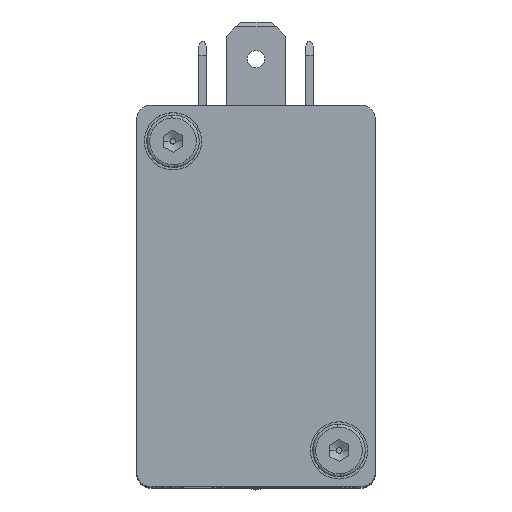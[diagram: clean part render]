
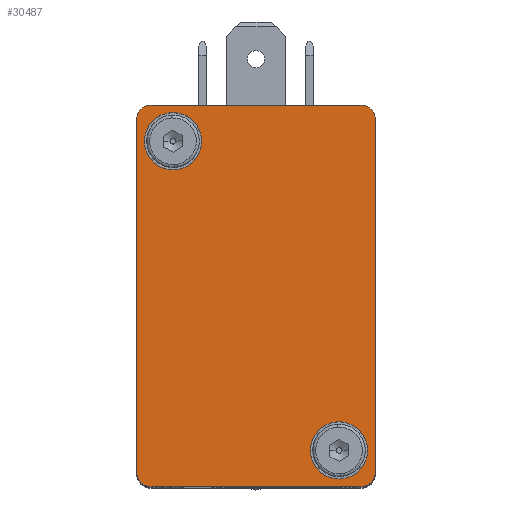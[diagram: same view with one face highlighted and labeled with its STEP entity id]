
A CAD part, top view. The second image highlights one B-rep face of the part: STEP entity #30487.
In plain terms, the highlighted face is planar.
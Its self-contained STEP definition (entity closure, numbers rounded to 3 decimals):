
#28937=CARTESIAN_POINT('',(7.2,6.75,15.2));
#28938=VERTEX_POINT('',#28937);
#28954=CARTESIAN_POINT('',(7.2,6.75,9.2));
#28955=VERTEX_POINT('',#28954);
#28962=CARTESIAN_POINT('',(7.2,6.75,12.2));
#28963=DIRECTION('',(0.0,-1.0,0.0));
#28964=DIRECTION('',(0.0,0.0,1.0));
#28965=AXIS2_PLACEMENT_3D('',#28962,#28963,#28964);
#28966=CIRCLE('',#28965,3.0);
#28967=EDGE_CURVE('',#28938,#28955,#28966,.T.);
#28979=CARTESIAN_POINT('',(-10.2,6.75,-17.2));
#28980=VERTEX_POINT('',#28979);
#28996=CARTESIAN_POINT('',(-10.2,6.75,-23.2));
#28997=VERTEX_POINT('',#28996);
#29004=CARTESIAN_POINT('',(-10.2,6.75,-20.2));
#29005=DIRECTION('',(0.0,-1.0,0.0));
#29006=DIRECTION('',(0.0,0.0,1.0));
#29007=AXIS2_PLACEMENT_3D('',#29004,#29005,#29006);
#29008=CIRCLE('',#29007,3.0);
#29009=EDGE_CURVE('',#28980,#28997,#29008,.T.);
#29021=CARTESIAN_POINT('',(-13.561,6.75,15.561));
#29022=VERTEX_POINT('',#29021);
#29038=CARTESIAN_POINT('',(-12.5,6.75,16.));
#29039=VERTEX_POINT('',#29038);
#29046=CARTESIAN_POINT('',(-12.5,6.75,14.5));
#29047=DIRECTION('',(0.0,-1.,0.0));
#29048=DIRECTION('',(-0.707,0.0,0.707));
#29049=AXIS2_PLACEMENT_3D('',#29046,#29047,#29048);
#29050=CIRCLE('',#29049,1.5);
#29051=EDGE_CURVE('',#29039,#29022,#29050,.T.);
#29063=CARTESIAN_POINT('',(-13.561,6.75,-23.561));
#29064=VERTEX_POINT('',#29063);
#29080=CARTESIAN_POINT('',(-14.0,6.75,-22.5));
#29081=VERTEX_POINT('',#29080);
#29088=CARTESIAN_POINT('',(-12.5,6.75,-22.5));
#29089=DIRECTION('',(0.0,-1.,0.0));
#29090=DIRECTION('',(-0.707,0.0,-0.707));
#29091=AXIS2_PLACEMENT_3D('',#29088,#29089,#29090);
#29092=CIRCLE('',#29091,1.5);
#29093=EDGE_CURVE('',#29081,#29064,#29092,.T.);
#29105=CARTESIAN_POINT('',(10.561,6.75,-23.561));
#29106=VERTEX_POINT('',#29105);
#29122=CARTESIAN_POINT('',(9.5,6.75,-24.0));
#29123=VERTEX_POINT('',#29122);
#29130=CARTESIAN_POINT('',(9.5,6.75,-22.5));
#29131=DIRECTION('',(0.0,-1.,0.0));
#29132=DIRECTION('',(0.707,0.0,-0.707));
#29133=AXIS2_PLACEMENT_3D('',#29130,#29131,#29132);
#29134=CIRCLE('',#29133,1.5);
#29135=EDGE_CURVE('',#29123,#29106,#29134,.T.);
#29147=CARTESIAN_POINT('',(10.561,6.75,15.561));
#29148=VERTEX_POINT('',#29147);
#29164=CARTESIAN_POINT('',(11.0,6.75,14.5));
#29165=VERTEX_POINT('',#29164);
#29172=CARTESIAN_POINT('',(9.5,6.75,14.5));
#29173=DIRECTION('',(0.0,-1.,0.0));
#29174=DIRECTION('',(0.707,0.0,0.707));
#29175=AXIS2_PLACEMENT_3D('',#29172,#29173,#29174);
#29176=CIRCLE('',#29175,1.5);
#29177=EDGE_CURVE('',#29165,#29148,#29176,.T.);
#30360=CARTESIAN_POINT('',(9.5,6.75,16.));
#30361=VERTEX_POINT('',#30360);
#30362=CARTESIAN_POINT('',(9.5,6.75,14.5));
#30363=DIRECTION('',(0.0,-1.,0.0));
#30364=DIRECTION('',(0.707,0.0,0.707));
#30365=AXIS2_PLACEMENT_3D('',#30362,#30363,#30364);
#30366=CIRCLE('',#30365,1.5);
#30367=EDGE_CURVE('',#29148,#30361,#30366,.T.);
#30393=CARTESIAN_POINT('',(9.5,6.75,16.));
#30394=DIRECTION('',(-1.0,0.0,0.0));
#30395=VECTOR('',#30394,22.0);
#30396=LINE('',#30393,#30395);
#30397=EDGE_CURVE('',#30361,#29039,#30396,.T.);
#30409=CARTESIAN_POINT('',(0.,6.75,0.));
#30410=DIRECTION('',(0.0,1.0,0.0));
#30411=DIRECTION('',(0.0,0.0,1.0));
#30412=AXIS2_PLACEMENT_3D('',#30409,#30410,#30411);
#30413=PLANE('',#30412);
#30414=ORIENTED_EDGE('',*,*,#29177,.F.);
#30415=CARTESIAN_POINT('',(11.0,6.75,-22.5));
#30416=VERTEX_POINT('',#30415);
#30417=CARTESIAN_POINT('',(11.0,6.75,-22.5));
#30418=DIRECTION('',(0.0,0.0,1.0));
#30419=VECTOR('',#30418,37.0);
#30420=LINE('',#30417,#30419);
#30421=EDGE_CURVE('',#30416,#29165,#30420,.T.);
#30422=ORIENTED_EDGE('',*,*,#30421,.F.);
#30423=CARTESIAN_POINT('',(9.5,6.75,-22.5));
#30424=DIRECTION('',(0.0,-1.,0.0));
#30425=DIRECTION('',(0.707,0.0,-0.707));
#30426=AXIS2_PLACEMENT_3D('',#30423,#30424,#30425);
#30427=CIRCLE('',#30426,1.5);
#30428=EDGE_CURVE('',#29106,#30416,#30427,.T.);
#30429=ORIENTED_EDGE('',*,*,#30428,.F.);
#30430=ORIENTED_EDGE('',*,*,#29135,.F.);
#30431=CARTESIAN_POINT('',(-12.5,6.75,-24.0));
#30432=VERTEX_POINT('',#30431);
#30433=CARTESIAN_POINT('',(-12.5,6.75,-24.0));
#30434=DIRECTION('',(1.0,0.0,0.0));
#30435=VECTOR('',#30434,22.0);
#30436=LINE('',#30433,#30435);
#30437=EDGE_CURVE('',#30432,#29123,#30436,.T.);
#30438=ORIENTED_EDGE('',*,*,#30437,.F.);
#30439=CARTESIAN_POINT('',(-12.5,6.75,-22.5));
#30440=DIRECTION('',(0.0,-1.,0.0));
#30441=DIRECTION('',(-0.707,0.0,-0.707));
#30442=AXIS2_PLACEMENT_3D('',#30439,#30440,#30441);
#30443=CIRCLE('',#30442,1.5);
#30444=EDGE_CURVE('',#29064,#30432,#30443,.T.);
#30445=ORIENTED_EDGE('',*,*,#30444,.F.);
#30446=ORIENTED_EDGE('',*,*,#29093,.F.);
#30447=CARTESIAN_POINT('',(-14.0,6.75,14.5));
#30448=VERTEX_POINT('',#30447);
#30449=CARTESIAN_POINT('',(-14.0,6.75,14.5));
#30450=DIRECTION('',(0.0,0.0,-1.0));
#30451=VECTOR('',#30450,37.0);
#30452=LINE('',#30449,#30451);
#30453=EDGE_CURVE('',#30448,#29081,#30452,.T.);
#30454=ORIENTED_EDGE('',*,*,#30453,.F.);
#30455=CARTESIAN_POINT('',(-12.5,6.75,14.5));
#30456=DIRECTION('',(0.0,-1.,0.0));
#30457=DIRECTION('',(-0.707,0.0,0.707));
#30458=AXIS2_PLACEMENT_3D('',#30455,#30456,#30457);
#30459=CIRCLE('',#30458,1.5);
#30460=EDGE_CURVE('',#29022,#30448,#30459,.T.);
#30461=ORIENTED_EDGE('',*,*,#30460,.F.);
#30462=ORIENTED_EDGE('',*,*,#29051,.F.);
#30463=ORIENTED_EDGE('',*,*,#30397,.F.);
#30464=ORIENTED_EDGE('',*,*,#30367,.F.);
#30465=EDGE_LOOP('',(#30414,#30422,#30429,#30430,#30438,#30445,#30446,#30454,#30461,#30462,#30463,#30464));
#30466=FACE_OUTER_BOUND('',#30465,.T.);
#30467=ORIENTED_EDGE('',*,*,#29009,.T.);
#30468=CARTESIAN_POINT('',(-10.2,6.75,-20.2));
#30469=DIRECTION('',(0.0,-1.0,0.0));
#30470=DIRECTION('',(0.0,0.0,1.0));
#30471=AXIS2_PLACEMENT_3D('',#30468,#30469,#30470);
#30472=CIRCLE('',#30471,3.0);
#30473=EDGE_CURVE('',#28997,#28980,#30472,.T.);
#30474=ORIENTED_EDGE('',*,*,#30473,.T.);
#30475=EDGE_LOOP('',(#30467,#30474));
#30476=FACE_BOUND('',#30475,.T.);
#30477=ORIENTED_EDGE('',*,*,#28967,.T.);
#30478=CARTESIAN_POINT('',(7.2,6.75,12.2));
#30479=DIRECTION('',(0.0,-1.0,0.0));
#30480=DIRECTION('',(0.0,0.0,1.0));
#30481=AXIS2_PLACEMENT_3D('',#30478,#30479,#30480);
#30482=CIRCLE('',#30481,3.0);
#30483=EDGE_CURVE('',#28955,#28938,#30482,.T.);
#30484=ORIENTED_EDGE('',*,*,#30483,.T.);
#30485=EDGE_LOOP('',(#30477,#30484));
#30486=FACE_BOUND('',#30485,.T.);
#30487=ADVANCED_FACE('',(#30466,#30476,#30486),#30413,.T.);
